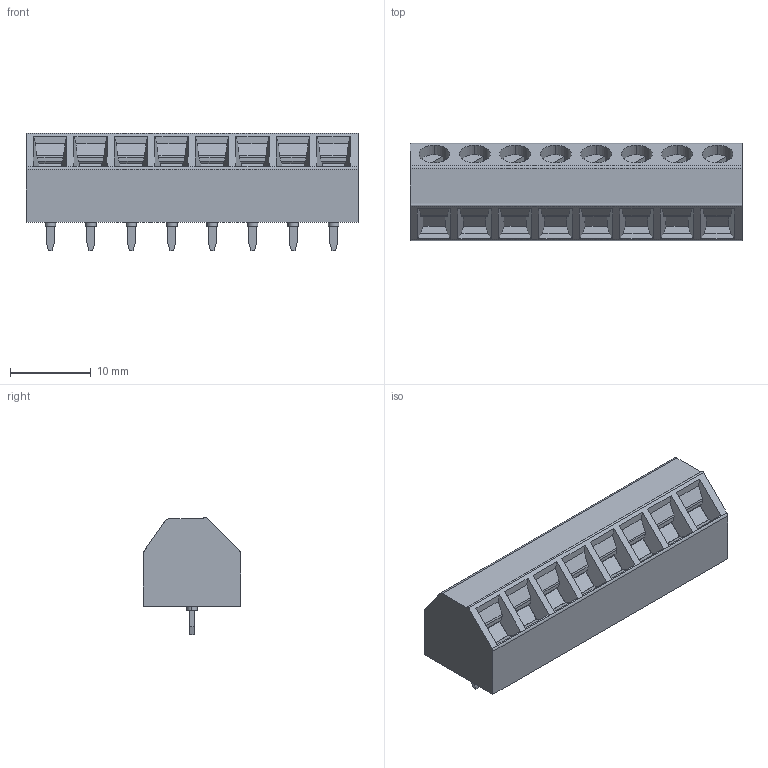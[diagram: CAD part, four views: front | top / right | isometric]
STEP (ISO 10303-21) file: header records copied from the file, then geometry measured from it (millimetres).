
FILE_DESCRIPTION((''),'2;1');
FILE_NAME('PHOENIX_1869127.stp','2012-10-17T17:28:36',(''),(''),'Mechanical Desktop 2011','Mechanical Desktop 2011',', , ');
FILE_SCHEMA(('AUTOMOTIVE_DESIGN { 1 2 10303 214 1 1 1 1 }'));
Length unit declared in the file: millimetre
Products named in the file (1): Product
Bounding box: 41 x 12 x 14.5 mm (x, y, z)
Volume: 4376.9 mm3; surface area: 2931.8 mm2
Topology: 33 solids, 33 shells, 384 faces, 894 edges, 596 vertices
Faces by surface type: plane 305, cylinder 79
Entity records: 10908 total; most frequent: CARTESIAN_POINT 1875, DIRECTION 1854, ORIENTED_EDGE 1788, EDGE_CURVE 894, VECTOR 704, LINE 704, VERTEX_POINT 596, AXIS2_PLACEMENT_3D 575
